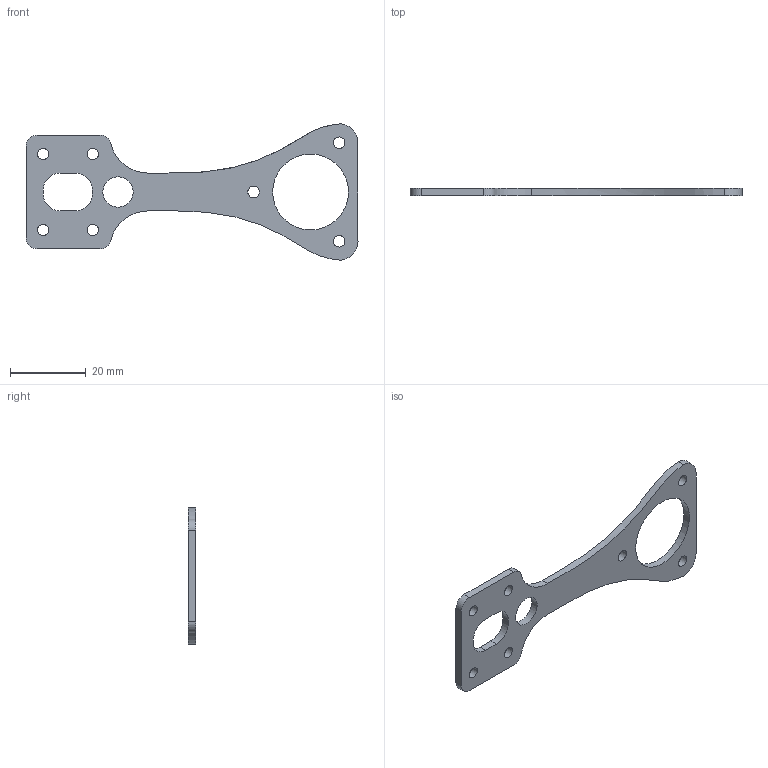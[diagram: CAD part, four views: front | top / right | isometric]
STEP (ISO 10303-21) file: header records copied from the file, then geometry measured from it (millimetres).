
FILE_DESCRIPTION(/* description */ (''),/* implementation_level */ '2;1');
FILE_NAME(/* name */ 'Motor Side.step',/* time_stamp */ '2022-05-22T22:17:22+09:00',/* author */ (''),/* organization */ (''),/* preprocessor_version */ 'ST-DEVELOPER v18.1',/* originating_system */ 'Autodesk Translation Framework v10.14.0.1471',/* authorisation */ '');
FILE_SCHEMA (('AUTOMOTIVE_DESIGN { 1 0 10303 214 3 1 1 }'));
Length unit declared in the file: millimetre
Products named in the file (1): Motor_GuideF
Bounding box: 87.5 x 2 x 35.96 mm (x, y, z)
Volume: 2719.6 mm3; surface area: 3602.3 mm2
Topology: 1 solids, 1 shells, 33 faces, 93 edges, 62 vertices
Faces by surface type: cylinder 21, plane 10, bspline 2
Full cylindrical faces by diameter (mm): 3 x4, 3.05 x3, 8 x1, 20 x1
Entity records: 1682 total; most frequent: CARTESIAN_POINT 725, DIRECTION 195, ORIENTED_EDGE 186, EDGE_CURVE 93, AXIS2_PLACEMENT_3D 74, VERTEX_POINT 62, EDGE_LOOP 53, LINE 47
